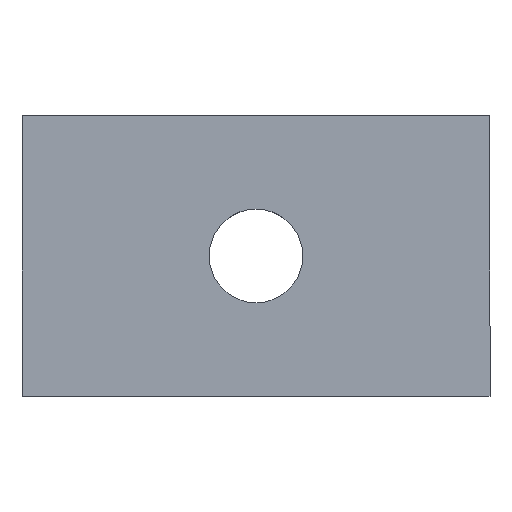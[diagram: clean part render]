
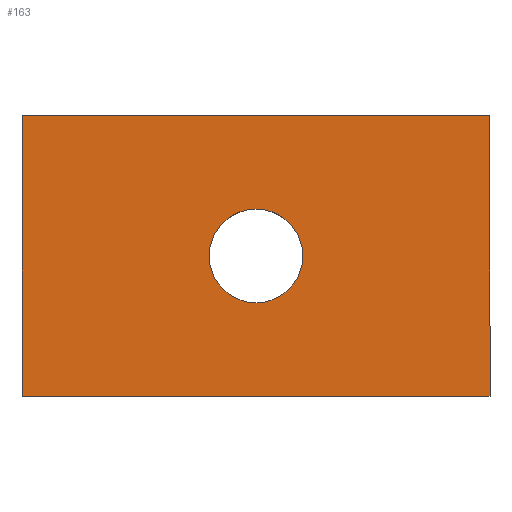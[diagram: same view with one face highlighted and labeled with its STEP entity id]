
A CAD part, top view. The second image highlights one B-rep face of the part: STEP entity #163.
In plain terms, the highlighted planar face has unit normal (0, 0, 1).
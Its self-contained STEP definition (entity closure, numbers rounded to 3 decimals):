
#6 = DIRECTION ( 'NONE',  ( 0., 0., -1. ) ) ;
#7 = DIRECTION ( 'NONE',  ( -1., 0., 0. ) ) ;
#12 = VERTEX_POINT ( 'NONE', #236 ) ;
#14 = ORIENTED_EDGE ( 'NONE', *, *, #222, .T. ) ;
#16 = PLANE ( 'NONE',  #258 ) ;
#23 = DIRECTION ( 'NONE',  ( 0., 0., 1. ) ) ;
#24 = VERTEX_POINT ( 'NONE', #191 ) ;
#27 = CARTESIAN_POINT ( 'NONE',  ( -50., -30., 10. ) ) ;
#29 = DIRECTION ( 'NONE',  ( -1., 0., 0. ) ) ;
#38 = FACE_BOUND ( 'NONE', #184, .T. ) ;
#43 = CARTESIAN_POINT ( 'NONE',  ( -50., 30., 10. ) ) ;
#47 = VERTEX_POINT ( 'NONE', #64 ) ;
#58 = EDGE_CURVE ( 'NONE', #128, #173, #217, .T. ) ;
#59 = AXIS2_PLACEMENT_3D ( 'NONE', #226, #23, #77 ) ;
#64 = CARTESIAN_POINT ( 'NONE',  ( 10., 0., 10. ) ) ;
#67 = VERTEX_POINT ( 'NONE', #185 ) ;
#77 = DIRECTION ( 'NONE',  ( 1., 0., 0. ) ) ;
#81 = EDGE_CURVE ( 'NONE', #173, #24, #199, .T. ) ;
#89 = CARTESIAN_POINT ( 'NONE',  ( 50., 30., 10. ) ) ;
#91 = AXIS2_PLACEMENT_3D ( 'NONE', #149, #109, #231 ) ;
#98 = CARTESIAN_POINT ( 'NONE',  ( 50., -30., 10. ) ) ;
#109 = DIRECTION ( 'NONE',  ( 0., 0., 1. ) ) ;
#122 = CARTESIAN_POINT ( 'NONE',  ( -50., 30., 10. ) ) ;
#128 = VERTEX_POINT ( 'NONE', #43 ) ;
#149 = CARTESIAN_POINT ( 'NONE',  ( 0., 0., 10. ) ) ;
#153 = VECTOR ( 'NONE', #29, 1000. ) ;
#154 = ORIENTED_EDGE ( 'NONE', *, *, #58, .T. ) ;
#157 = CIRCLE ( 'NONE', #91, 10. ) ;
#162 = ORIENTED_EDGE ( 'NONE', *, *, #255, .T. ) ;
#163 = ADVANCED_FACE ( 'NONE', ( #213, #38 ), #16, .F. ) ;
#169 = LINE ( 'NONE', #89, #153 ) ;
#173 = VERTEX_POINT ( 'NONE', #27 ) ;
#180 = DIRECTION ( 'NONE',  ( 0., -1., 0. ) ) ;
#181 = DIRECTION ( 'NONE',  ( 1., 0., 0. ) ) ;
#182 = ORIENTED_EDGE ( 'NONE', *, *, #81, .T. ) ;
#183 = EDGE_CURVE ( 'NONE', #12, #47, #192, .T. ) ;
#184 = EDGE_LOOP ( 'NONE', ( #225, #260 ) ) ;
#185 = CARTESIAN_POINT ( 'NONE',  ( 50., 30., 10. ) ) ;
#186 = LINE ( 'NONE', #230, #227 ) ;
#191 = CARTESIAN_POINT ( 'NONE',  ( 50., -30., 10. ) ) ;
#192 = CIRCLE ( 'NONE', #59, 10. ) ;
#199 = LINE ( 'NONE', #98, #221 ) ;
#201 = EDGE_CURVE ( 'NONE', #47, #12, #157, .T. ) ;
#205 = DIRECTION ( 'NONE',  ( 0., 1., 0. ) ) ;
#207 = VECTOR ( 'NONE', #180, 1000. ) ;
#213 = FACE_OUTER_BOUND ( 'NONE', #249, .T. ) ;
#217 = LINE ( 'NONE', #122, #207 ) ;
#221 = VECTOR ( 'NONE', #181, 1000. ) ;
#222 = EDGE_CURVE ( 'NONE', #67, #128, #169, .T. ) ;
#225 = ORIENTED_EDGE ( 'NONE', *, *, #183, .F. ) ;
#226 = CARTESIAN_POINT ( 'NONE',  ( 0., 0., 10. ) ) ;
#227 = VECTOR ( 'NONE', #205, 1000. ) ;
#230 = CARTESIAN_POINT ( 'NONE',  ( 50., 30., 10. ) ) ;
#231 = DIRECTION ( 'NONE',  ( 1., 0., 0. ) ) ;
#236 = CARTESIAN_POINT ( 'NONE',  ( -10., 0., 10. ) ) ;
#249 = EDGE_LOOP ( 'NONE', ( #154, #182, #162, #14 ) ) ;
#253 = CARTESIAN_POINT ( 'NONE',  ( 0., 0., 10. ) ) ;
#255 = EDGE_CURVE ( 'NONE', #24, #67, #186, .T. ) ;
#258 = AXIS2_PLACEMENT_3D ( 'NONE', #253, #6, #7 ) ;
#260 = ORIENTED_EDGE ( 'NONE', *, *, #201, .F. ) ;
